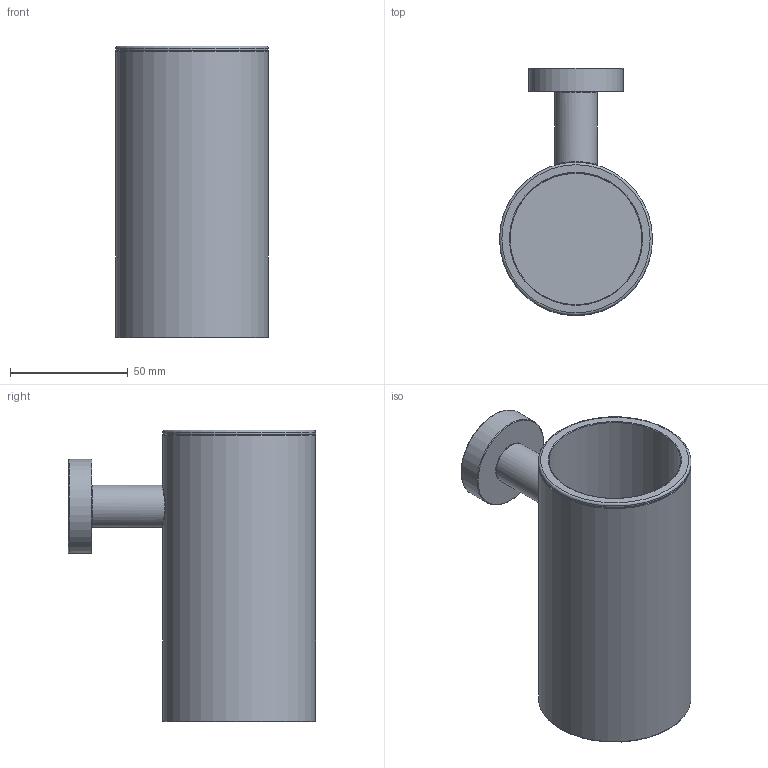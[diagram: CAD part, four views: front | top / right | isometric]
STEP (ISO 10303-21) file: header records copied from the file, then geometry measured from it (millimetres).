
FILE_DESCRIPTION(/* description */ ('Unknown'),/* implementation_level */ '2;1');
FILE_NAME(/* name */ 'CBA01',/* time_stamp */ '2016-03-15T11:21:30+01:00',/* author */ ('Unknown'),/* organization */ ('Unknown'),/* preprocessor_version */ 'ST-DEVELOPER v16.7',/* originating_system */ 'DEX',/* authorisation */ $);
FILE_SCHEMA (('AUTOMOTIVE_DESIGN {1 0 10303 214 3 1 1}'));
Length unit declared in the file: millimetre
Products named in the file (5): CBA01; PORTA BICCHIERE A MURO; PORTA BICCHIERE A MURO_0; PORTA BICCHIERE A MURO_1; PORTA BICCHIERE A MURO_2
Assembly tree (4 placements, depth 2):
  CBA01
    PORTA BICCHIERE A MURO
    PORTA BICCHIERE A MURO_0
    PORTA BICCHIERE A MURO_1
    PORTA BICCHIERE A MURO_2
Bounding box: 65 x 105 x 124 mm (x, y, z)
Volume: 83787.7 mm3; surface area: 95273.4 mm2
Topology: 4 solids, 4 shells, 45 faces, 93 edges, 61 vertices
Faces by surface type: plane 15, cylinder 12, bspline 8, torus 8, cone 2
Full cylindrical faces by diameter (mm): 6.1 x1, 18 x2, 32.2 x1, 40 x1, 56 x1, 58 x1, 63 x1, 65 x2
Entity records: 3441 total; most frequent: CARTESIAN_POINT 2529, DIRECTION 150, ORIENTED_EDGE 138, EDGE_LOOP 75, FACE_BOUND 75, AXIS2_PLACEMENT_3D 74, EDGE_CURVE 69, VERTEX_POINT 56
